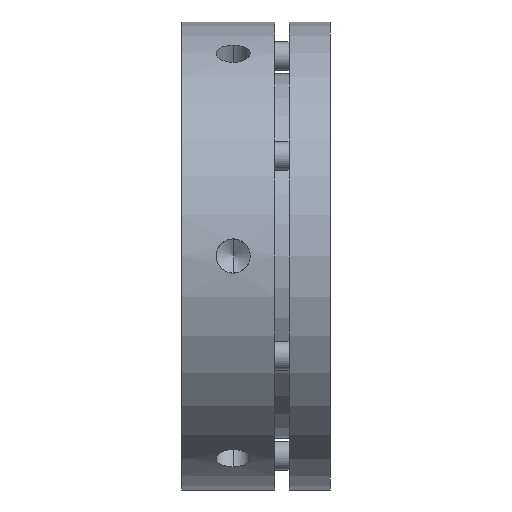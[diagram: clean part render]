
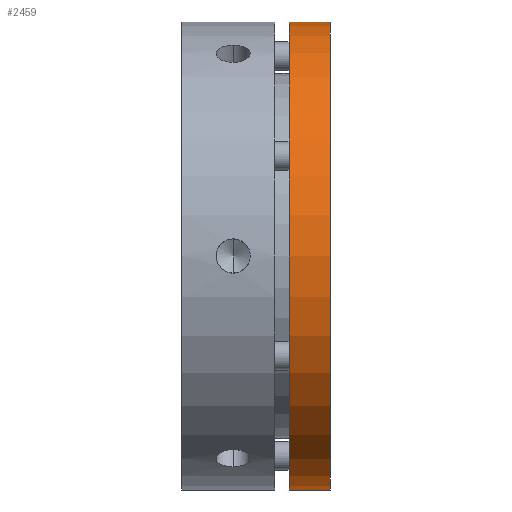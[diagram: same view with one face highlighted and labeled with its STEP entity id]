
A CAD part, front view. The second image highlights one B-rep face of the part: STEP entity #2459.
In plain terms, the highlighted cylindrical face has radius 41 mm (diameter 82 mm), a partial arc.
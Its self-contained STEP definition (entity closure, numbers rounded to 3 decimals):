
#211 = ORIENTED_EDGE ( 'NONE', *, *, #4716, .T. ) ;
#216 = ORIENTED_EDGE ( 'NONE', *, *, #4700, .F. ) ;
#589 = DIRECTION ( 'NONE',  ( 0., 0., -1. ) ) ;
#591 = DIRECTION ( 'NONE',  ( 1., 0., 0. ) ) ;
#593 = CARTESIAN_POINT ( 'NONE',  ( 13., 0., 0. ) ) ;
#1000 = AXIS2_PLACEMENT_3D ( 'NONE', #593, #591, #589 ) ;
#1050 = AXIS2_PLACEMENT_3D ( 'NONE', #1478, #1479, #1480 ) ;
#1180 = AXIS2_PLACEMENT_3D ( 'NONE', #4288, #4289, #4290 ) ;
#1478 = CARTESIAN_POINT ( 'NONE',  ( 26., 0., 0. ) ) ;
#1479 = DIRECTION ( 'NONE',  ( -1., 0., 0. ) ) ;
#1480 = DIRECTION ( 'NONE',  ( 0., 0., -1. ) ) ;
#2033 = ORIENTED_EDGE ( 'NONE', *, *, #2543, .T. ) ;
#2113 = CARTESIAN_POINT ( 'NONE',  ( 18.8, 0., -41. ) ) ;
#2116 = CARTESIAN_POINT ( 'NONE',  ( 18.8, 0., 41. ) ) ;
#2119 = CARTESIAN_POINT ( 'NONE',  ( 26., 0., 41. ) ) ;
#2120 = CARTESIAN_POINT ( 'NONE',  ( 26., 0., -41. ) ) ;
#2139 = ORIENTED_EDGE ( 'NONE', *, *, #4696, .T. ) ;
#2459 = ADVANCED_FACE ( 'NONE', ( #2741 ), #2750, .T. ) ;
#2543 = EDGE_CURVE ( 'NONE', #3180, #3179, #3778, .T. ) ;
#2741 = FACE_OUTER_BOUND ( 'NONE', #3304, .T. ) ;
#2750 = CYLINDRICAL_SURFACE ( 'NONE', #1000, 41. ) ;
#3173 = VERTEX_POINT ( 'NONE', #2113 ) ;
#3176 = VERTEX_POINT ( 'NONE', #2116 ) ;
#3179 = VERTEX_POINT ( 'NONE', #2119 ) ;
#3180 = VERTEX_POINT ( 'NONE', #2120 ) ;
#3304 = EDGE_LOOP ( 'NONE', ( #216, #211, #2139, #2033 ) ) ;
#3460 = LINE ( 'NONE', #4232, #3462 ) ;
#3462 = VECTOR ( 'NONE', #4228, 1000. ) ;
#3466 = LINE ( 'NONE', #4243, #3469 ) ;
#3469 = VECTOR ( 'NONE', #4244, 1000. ) ;
#3486 = CIRCLE ( 'NONE', #1180, 41. ) ;
#3778 = CIRCLE ( 'NONE', #1050, 41. ) ;
#4228 = DIRECTION ( 'NONE',  ( 1., 0., 0. ) ) ;
#4232 = CARTESIAN_POINT ( 'NONE',  ( 13., 0., -41. ) ) ;
#4243 = CARTESIAN_POINT ( 'NONE',  ( 13., 0., 41. ) ) ;
#4244 = DIRECTION ( 'NONE',  ( 1., 0., 0. ) ) ;
#4288 = CARTESIAN_POINT ( 'NONE',  ( 18.8, 0., 0. ) ) ;
#4289 = DIRECTION ( 'NONE',  ( 1., 0., 0. ) ) ;
#4290 = DIRECTION ( 'NONE',  ( 0., 0., -1. ) ) ;
#4696 = EDGE_CURVE ( 'NONE', #3173, #3180, #3460, .T. ) ;
#4700 = EDGE_CURVE ( 'NONE', #3176, #3179, #3466, .T. ) ;
#4716 = EDGE_CURVE ( 'NONE', #3176, #3173, #3486, .T. ) ;
